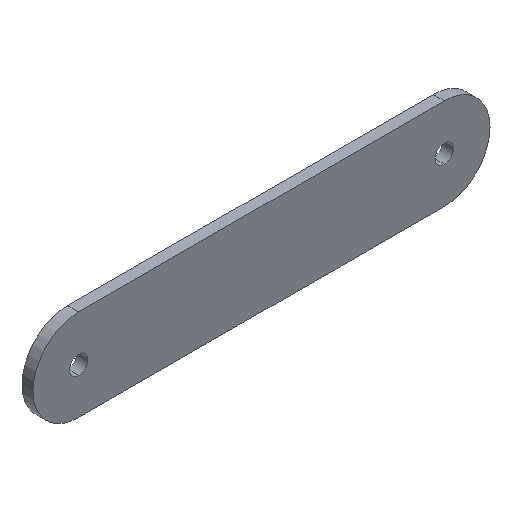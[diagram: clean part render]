
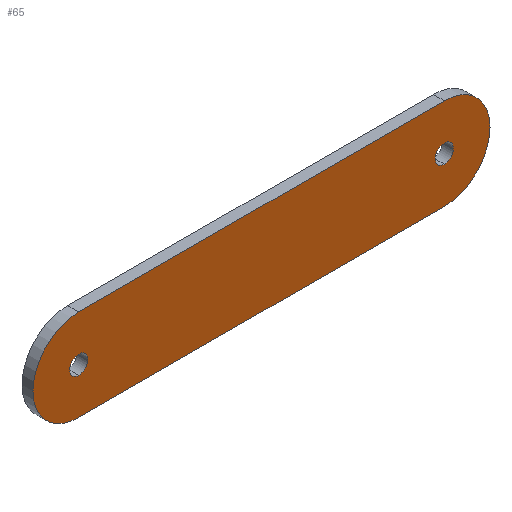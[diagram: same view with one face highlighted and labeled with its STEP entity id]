
A CAD part, isometric view. The second image highlights one B-rep face of the part: STEP entity #65.
In plain terms, the highlighted planar face has unit normal (0, -1, 0).
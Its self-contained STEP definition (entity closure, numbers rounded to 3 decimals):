
#9 = VERTEX_POINT ( 'NONE', #43 ) ;
#11 = CIRCLE ( 'NONE', #91, 2.5 ) ;
#13 = DIRECTION ( 'NONE',  ( 0., 1., 0. ) ) ;
#14 = DIRECTION ( 'NONE',  ( 0., 1., 0. ) ) ;
#18 = CARTESIAN_POINT ( 'NONE',  ( 100., 0., 0. ) ) ;
#19 = CARTESIAN_POINT ( 'NONE',  ( 0., 0., 0. ) ) ;
#20 = DIRECTION ( 'NONE',  ( 0., 1., 0. ) ) ;
#23 = VERTEX_POINT ( 'NONE', #214 ) ;
#26 = VERTEX_POINT ( 'NONE', #331 ) ;
#35 = CIRCLE ( 'NONE', #111, 2.5 ) ;
#41 = ORIENTED_EDGE ( 'NONE', *, *, #175, .T. ) ;
#43 = CARTESIAN_POINT ( 'NONE',  ( 100., 0., 12.5 ) ) ;
#47 = VERTEX_POINT ( 'NONE', #326 ) ;
#48 = DIRECTION ( 'NONE',  ( 0., 0., 1. ) ) ;
#58 = DIRECTION ( 'NONE',  ( 0., 1., 0. ) ) ;
#63 = CIRCLE ( 'NONE', #231, 12.5 ) ;
#65 = ADVANCED_FACE ( 'NONE', ( #347, #375, #159 ), #161, .F. ) ;
#69 = EDGE_CURVE ( 'NONE', #235, #197, #11, .T. ) ;
#78 = ORIENTED_EDGE ( 'NONE', *, *, #317, .F. ) ;
#90 = EDGE_CURVE ( 'NONE', #101, #23, #63, .T. ) ;
#91 = AXIS2_PLACEMENT_3D ( 'NONE', #102, #131, #164 ) ;
#101 = VERTEX_POINT ( 'NONE', #192 ) ;
#102 = CARTESIAN_POINT ( 'NONE',  ( 0., 0., 0. ) ) ;
#103 = AXIS2_PLACEMENT_3D ( 'NONE', #367, #268, #330 ) ;
#105 = EDGE_CURVE ( 'NONE', #197, #235, #35, .T. ) ;
#106 = CIRCLE ( 'NONE', #275, 2.5 ) ;
#107 = ORIENTED_EDGE ( 'NONE', *, *, #69, .T. ) ;
#111 = AXIS2_PLACEMENT_3D ( 'NONE', #19, #221, #169 ) ;
#113 = EDGE_LOOP ( 'NONE', ( #205, #107 ) ) ;
#115 = EDGE_CURVE ( 'NONE', #9, #158, #320, .T. ) ;
#129 = AXIS2_PLACEMENT_3D ( 'NONE', #18, #14, #218 ) ;
#131 = DIRECTION ( 'NONE',  ( 0., 1., 0. ) ) ;
#134 = VECTOR ( 'NONE', #259, 1000. ) ;
#137 = CARTESIAN_POINT ( 'NONE',  ( 0., 0., -2.5 ) ) ;
#144 = ORIENTED_EDGE ( 'NONE', *, *, #298, .F. ) ;
#158 = VERTEX_POINT ( 'NONE', #377 ) ;
#159 = FACE_BOUND ( 'NONE', #207, .T. ) ;
#161 = PLANE ( 'NONE',  #103 ) ;
#164 = DIRECTION ( 'NONE',  ( 0., 0., 1. ) ) ;
#167 = DIRECTION ( 'NONE',  ( 0., 0., 1. ) ) ;
#169 = DIRECTION ( 'NONE',  ( 0., 0., 1. ) ) ;
#175 = EDGE_CURVE ( 'NONE', #26, #47, #237, .T. ) ;
#176 = DIRECTION ( 'NONE',  ( 0., 0., 1. ) ) ;
#177 = DIRECTION ( 'NONE',  ( 1., 0., 0. ) ) ;
#180 = ORIENTED_EDGE ( 'NONE', *, *, #356, .T. ) ;
#192 = CARTESIAN_POINT ( 'NONE',  ( 0., 0., -12.5 ) ) ;
#197 = VERTEX_POINT ( 'NONE', #137 ) ;
#205 = ORIENTED_EDGE ( 'NONE', *, *, #105, .T. ) ;
#206 = VECTOR ( 'NONE', #177, 1000. ) ;
#207 = EDGE_LOOP ( 'NONE', ( #41, #180 ) ) ;
#214 = CARTESIAN_POINT ( 'NONE',  ( 0., 0., 12.5 ) ) ;
#218 = DIRECTION ( 'NONE',  ( 0., 0., 1. ) ) ;
#221 = DIRECTION ( 'NONE',  ( 0., 1., 0. ) ) ;
#230 = CARTESIAN_POINT ( 'NONE',  ( 0., 0., 12.5 ) ) ;
#231 = AXIS2_PLACEMENT_3D ( 'NONE', #333, #13, #167 ) ;
#235 = VERTEX_POINT ( 'NONE', #258 ) ;
#237 = CIRCLE ( 'NONE', #129, 2.5 ) ;
#246 = AXIS2_PLACEMENT_3D ( 'NONE', #308, #20, #48 ) ;
#258 = CARTESIAN_POINT ( 'NONE',  ( 0., 0., 2.5 ) ) ;
#259 = DIRECTION ( 'NONE',  ( -1., 0., 0. ) ) ;
#268 = DIRECTION ( 'NONE',  ( 0., 1., 0. ) ) ;
#275 = AXIS2_PLACEMENT_3D ( 'NONE', #280, #58, #176 ) ;
#280 = CARTESIAN_POINT ( 'NONE',  ( 100., 0., 0. ) ) ;
#282 = ORIENTED_EDGE ( 'NONE', *, *, #115, .F. ) ;
#298 = EDGE_CURVE ( 'NONE', #158, #101, #384, .T. ) ;
#308 = CARTESIAN_POINT ( 'NONE',  ( 100., 0., 0. ) ) ;
#316 = EDGE_LOOP ( 'NONE', ( #361, #144, #282, #78 ) ) ;
#317 = EDGE_CURVE ( 'NONE', #23, #9, #359, .T. ) ;
#320 = CIRCLE ( 'NONE', #246, 12.5 ) ;
#326 = CARTESIAN_POINT ( 'NONE',  ( 100., 0., 2.5 ) ) ;
#330 = DIRECTION ( 'NONE',  ( 0., 0., 1. ) ) ;
#331 = CARTESIAN_POINT ( 'NONE',  ( 100., 0., -2.5 ) ) ;
#333 = CARTESIAN_POINT ( 'NONE',  ( 0., 0., 0. ) ) ;
#345 = CARTESIAN_POINT ( 'NONE',  ( 0., 0., -12.5 ) ) ;
#347 = FACE_OUTER_BOUND ( 'NONE', #316, .T. ) ;
#356 = EDGE_CURVE ( 'NONE', #47, #26, #106, .T. ) ;
#359 = LINE ( 'NONE', #230, #206 ) ;
#361 = ORIENTED_EDGE ( 'NONE', *, *, #90, .F. ) ;
#367 = CARTESIAN_POINT ( 'NONE',  ( 0., 0., 0. ) ) ;
#375 = FACE_BOUND ( 'NONE', #113, .T. ) ;
#377 = CARTESIAN_POINT ( 'NONE',  ( 100., 0., -12.5 ) ) ;
#384 = LINE ( 'NONE', #345, #134 ) ;
